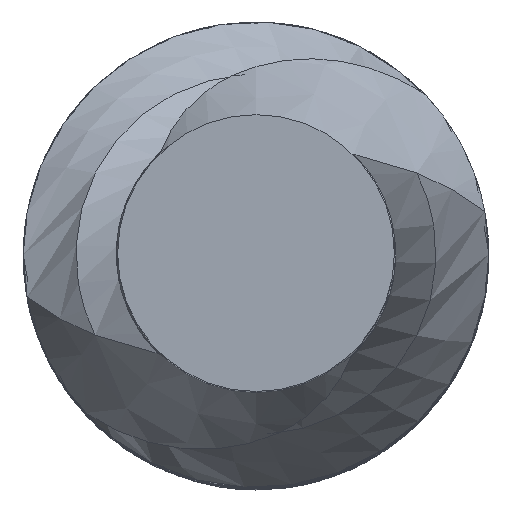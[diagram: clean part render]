
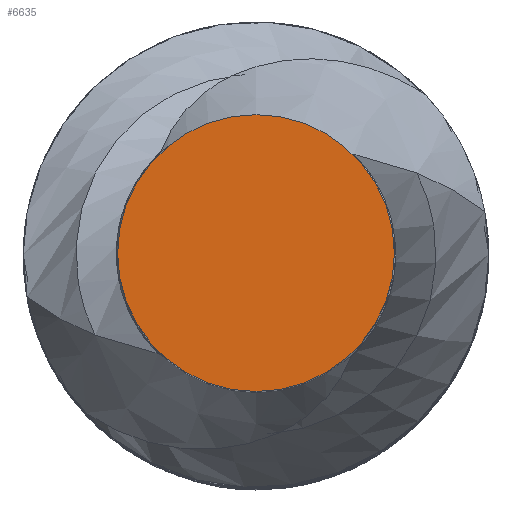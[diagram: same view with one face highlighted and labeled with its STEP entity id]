
A CAD part, top view. The second image highlights one B-rep face of the part: STEP entity #6635.
In plain terms, the highlighted planar face has unit normal (0, 0, 1).
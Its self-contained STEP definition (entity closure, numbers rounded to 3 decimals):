
#5362 = CYLINDRICAL_SURFACE('',#5363,109.);
#5363 = AXIS2_PLACEMENT_3D('',#5364,#5365,#5366);
#5364 = CARTESIAN_POINT('',(0.,0.,1466.667));
#5365 = DIRECTION('',(-0.,-0.,-1.));
#5366 = DIRECTION('',(1.,0.,0.));
#5950 = VERTEX_POINT('',#5951);
#5951 = CARTESIAN_POINT('',(109.,0.,1846.667));
#5972 = EDGE_CURVE('',#5950,#5950,#5973,.T.);
#5973 = SURFACE_CURVE('',#5974,(#5979,#5986),.PCURVE_S1.);
#5974 = CIRCLE('',#5975,109.);
#5975 = AXIS2_PLACEMENT_3D('',#5976,#5977,#5978);
#5976 = CARTESIAN_POINT('',(0.,0.,1846.667));
#5977 = DIRECTION('',(0.,0.,1.));
#5978 = DIRECTION('',(1.,0.,0.));
#5979 = PCURVE('',#5362,#5980);
#5980 = DEFINITIONAL_REPRESENTATION('',(#5981),#5985);
#5981 = LINE('',#5982,#5983);
#5982 = CARTESIAN_POINT('',(-0.,-380.));
#5983 = VECTOR('',#5984,1.);
#5984 = DIRECTION('',(-1.,0.));
#5985 = ( GEOMETRIC_REPRESENTATION_CONTEXT(2) 
PARAMETRIC_REPRESENTATION_CONTEXT() REPRESENTATION_CONTEXT('2D SPACE',''
  ) );
#5986 = PCURVE('',#5987,#5992);
#5987 = PLANE('',#5988);
#5988 = AXIS2_PLACEMENT_3D('',#5989,#5990,#5991);
#5989 = CARTESIAN_POINT('',(0.,0.,
    1846.667));
#5990 = DIRECTION('',(0.,0.,1.));
#5991 = DIRECTION('',(1.,0.,-0.));
#5992 = DEFINITIONAL_REPRESENTATION('',(#5993),#5997);
#5993 = CIRCLE('',#5994,109.);
#5994 = AXIS2_PLACEMENT_2D('',#5995,#5996);
#5995 = CARTESIAN_POINT('',(0.,0.));
#5996 = DIRECTION('',(1.,0.));
#5997 = ( GEOMETRIC_REPRESENTATION_CONTEXT(2) 
PARAMETRIC_REPRESENTATION_CONTEXT() REPRESENTATION_CONTEXT('2D SPACE',''
  ) );
#6635 = ADVANCED_FACE('',(#6636),#5987,.T.);
#6636 = FACE_BOUND('',#6637,.T.);
#6637 = EDGE_LOOP('',(#6638));
#6638 = ORIENTED_EDGE('',*,*,#5972,.T.);
